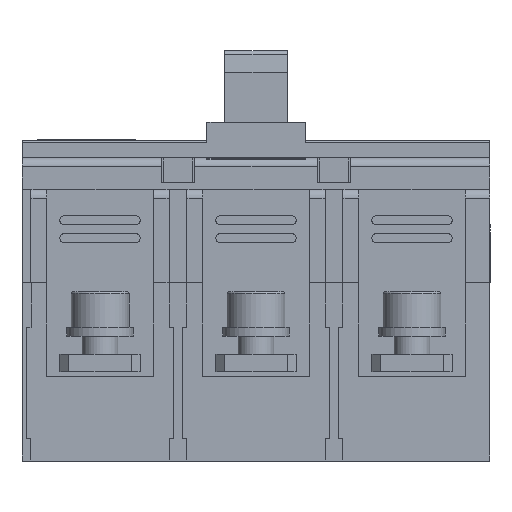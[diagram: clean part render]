
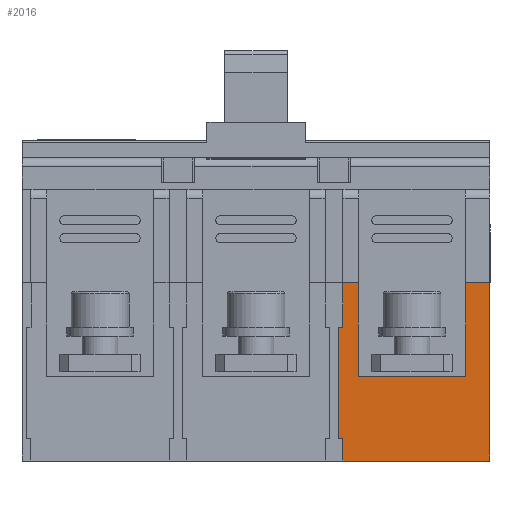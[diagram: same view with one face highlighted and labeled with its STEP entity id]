
A CAD part, left-side view. The second image highlights one B-rep face of the part: STEP entity #2016.
In plain terms, the highlighted planar face has unit normal (-1, 0, 0).
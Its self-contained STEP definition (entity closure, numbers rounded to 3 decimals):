
#2016 = ADVANCED_FACE( '', ( #4567 ), #4568, .F. );
#4567 = FACE_OUTER_BOUND( '', #7710, .T. );
#4568 = PLANE( '', #7711 );
#7710 = EDGE_LOOP( '', ( #13899, #13900, #13901, #13902, #13903, #13904, #13905, #13906, #13907, #13908, #13909, #13910 ) );
#7711 = AXIS2_PLACEMENT_3D( '', #13911, #13912, #13913 );
#13899 = ORIENTED_EDGE( '', *, *, #19629, .F. );
#13900 = ORIENTED_EDGE( '', *, *, #21332, .F. );
#13901 = ORIENTED_EDGE( '', *, *, #21333, .F. );
#13902 = ORIENTED_EDGE( '', *, *, #21334, .T. );
#13903 = ORIENTED_EDGE( '', *, *, #21335, .F. );
#13904 = ORIENTED_EDGE( '', *, *, #19662, .F. );
#13905 = ORIENTED_EDGE( '', *, *, #21336, .F. );
#13906 = ORIENTED_EDGE( '', *, *, #21337, .F. );
#13907 = ORIENTED_EDGE( '', *, *, #20303, .F. );
#13908 = ORIENTED_EDGE( '', *, *, #20505, .F. );
#13909 = ORIENTED_EDGE( '', *, *, #20762, .F. );
#13910 = ORIENTED_EDGE( '', *, *, #20564, .T. );
#13911 = CARTESIAN_POINT( '', ( -82.49, 0., 0. ) );
#13912 = DIRECTION( '', ( 1., 0., 0. ) );
#13913 = DIRECTION( '', ( 0., 0., -1. ) );
#19629 = EDGE_CURVE( '', #23644, #23646, #23647, .T. );
#19662 = EDGE_CURVE( '', #23704, #23706, #23707, .T. );
#20303 = EDGE_CURVE( '', #24783, #24785, #24786, .T. );
#20505 = EDGE_CURVE( '', #25116, #24783, #25117, .T. );
#20564 = EDGE_CURVE( '', #25208, #23646, #25211, .T. );
#20762 = EDGE_CURVE( '', #25208, #25116, #25514, .T. );
#21332 = EDGE_CURVE( '', #26334, #23644, #26335, .T. );
#21333 = EDGE_CURVE( '', #26336, #26334, #26337, .T. );
#21334 = EDGE_CURVE( '', #26336, #26338, #26339, .T. );
#21335 = EDGE_CURVE( '', #23706, #26338, #26340, .T. );
#21336 = EDGE_CURVE( '', #26341, #23704, #26342, .T. );
#21337 = EDGE_CURVE( '', #24785, #26341, #26343, .T. );
#23644 = VERTEX_POINT( '', #29446 );
#23646 = VERTEX_POINT( '', #29449 );
#23647 = LINE( '', #29450, #29451 );
#23704 = VERTEX_POINT( '', #29533 );
#23706 = VERTEX_POINT( '', #29536 );
#23707 = LINE( '', #29537, #29538 );
#24783 = VERTEX_POINT( '', #31457 );
#24785 = VERTEX_POINT( '', #31460 );
#24786 = LINE( '', #31461, #31462 );
#25116 = VERTEX_POINT( '', #31936 );
#25117 = LINE( '', #31937, #31938 );
#25208 = VERTEX_POINT( '', #32064 );
#25211 = LINE( '', #32069, #32070 );
#25514 = LINE( '', #32545, #32546 );
#26334 = VERTEX_POINT( '', #33988 );
#26335 = LINE( '', #33989, #33990 );
#26336 = VERTEX_POINT( '', #33991 );
#26337 = LINE( '', #33992, #33993 );
#26338 = VERTEX_POINT( '', #33994 );
#26339 = LINE( '', #33995, #33996 );
#26340 = LINE( '', #33997, #33998 );
#26341 = VERTEX_POINT( '', #33999 );
#26342 = LINE( '', #34000, #34001 );
#26343 = LINE( '', #34002, #34003 );
#29446 = CARTESIAN_POINT( '', ( -82.49, -110.49, 19. ) );
#29449 = CARTESIAN_POINT( '', ( -82.49, -134.51, 19. ) );
#29450 = CARTESIAN_POINT( '', ( -82.49, 0., 19. ) );
#29451 = VECTOR( '', #37127, 1000. );
#29533 = CARTESIAN_POINT( '', ( -82.49, -106., 5. ) );
#29536 = CARTESIAN_POINT( '', ( -82.49, -106., 30. ) );
#29537 = CARTESIAN_POINT( '', ( -82.49, -106., 5. ) );
#29538 = VECTOR( '', #37154, 1000. );
#31457 = CARTESIAN_POINT( '', ( -82.49, -139.99, 0. ) );
#31460 = CARTESIAN_POINT( '', ( -82.49, -107., 0. ) );
#31461 = CARTESIAN_POINT( '', ( -82.49, -139.99, 0. ) );
#31462 = VECTOR( '', #37807, 1000. );
#31936 = CARTESIAN_POINT( '', ( -82.49, -139.99, 40. ) );
#31937 = CARTESIAN_POINT( '', ( -82.49, -139.99, 40. ) );
#31938 = VECTOR( '', #38015, 1000. );
#32064 = CARTESIAN_POINT( '', ( -82.49, -134.51, 40. ) );
#32069 = CARTESIAN_POINT( '', ( -82.49, -134.51, 0. ) );
#32070 = VECTOR( '', #38080, 1000. );
#32545 = CARTESIAN_POINT( '', ( -82.49, -0.01, 40. ) );
#32546 = VECTOR( '', #38260, 1000. );
#33988 = CARTESIAN_POINT( '', ( -82.49, -110.49, 40. ) );
#33989 = CARTESIAN_POINT( '', ( -82.49, -110.49, 0. ) );
#33990 = VECTOR( '', #38720, 1000. );
#33991 = CARTESIAN_POINT( '', ( -82.49, -107.01, 40. ) );
#33992 = CARTESIAN_POINT( '', ( -82.49, -0.01, 40. ) );
#33993 = VECTOR( '', #38721, 1000. );
#33994 = CARTESIAN_POINT( '', ( -82.49, -107.01, 30. ) );
#33995 = CARTESIAN_POINT( '', ( -82.49, -107.01, 40. ) );
#33996 = VECTOR( '', #38722, 1000. );
#33997 = CARTESIAN_POINT( '', ( -82.49, -107., 30. ) );
#33998 = VECTOR( '', #38723, 1000. );
#33999 = CARTESIAN_POINT( '', ( -82.49, -107., 5. ) );
#34000 = CARTESIAN_POINT( '', ( -82.49, -107., 5. ) );
#34001 = VECTOR( '', #38724, 1000. );
#34002 = CARTESIAN_POINT( '', ( -82.49, -107., 0. ) );
#34003 = VECTOR( '', #38725, 1000. );
#37127 = DIRECTION( '', ( 0., -1., 0. ) );
#37154 = DIRECTION( '', ( 0., 0., 1. ) );
#37807 = DIRECTION( '', ( 0., 1., 0. ) );
#38015 = DIRECTION( '', ( 0., 0., -1. ) );
#38080 = DIRECTION( '', ( 0., 0., -1. ) );
#38260 = DIRECTION( '', ( 0., -1., 0. ) );
#38720 = DIRECTION( '', ( 0., 0., -1. ) );
#38721 = DIRECTION( '', ( 0., -1., 0. ) );
#38722 = DIRECTION( '', ( 0., 0., -1. ) );
#38723 = DIRECTION( '', ( 0., -1., 0. ) );
#38724 = DIRECTION( '', ( 0., 1., 0. ) );
#38725 = DIRECTION( '', ( 0., 0., 1. ) );
